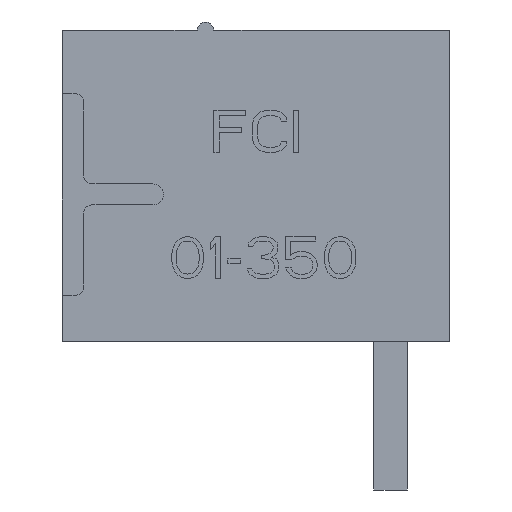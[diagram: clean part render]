
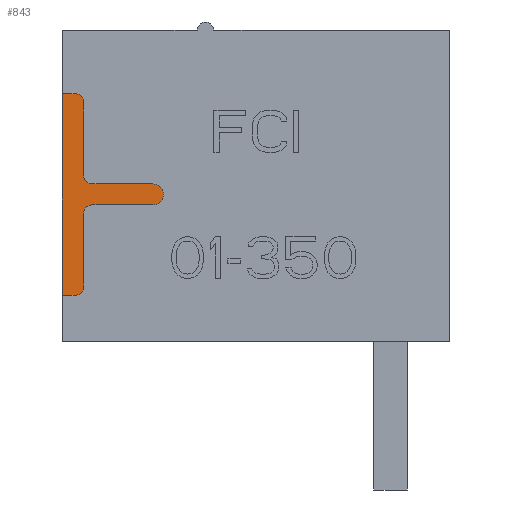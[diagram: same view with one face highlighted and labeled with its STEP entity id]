
A CAD part, left-side view. The second image highlights one B-rep face of the part: STEP entity #843.
In plain terms, the highlighted planar face has unit normal (-1, 0, 0).
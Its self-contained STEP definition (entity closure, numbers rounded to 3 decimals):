
#843=ADVANCED_FACE('3743',(#2561),#2562,.T.);
#2561=FACE_OUTER_BOUND('',#4542,.T.);
#2562=PLANE('',#4543);
#4542=EDGE_LOOP('',(#11033,#11034,#11035,#11036,#11037,#11038,#11039,#11040,#11041,#11042,#11043,#11044));
#4543=AXIS2_PLACEMENT_3D('',#11045,#11046,#11047);
#11033=ORIENTED_EDGE('',*,*,#15150,.T.);
#11034=ORIENTED_EDGE('',*,*,#15148,.T.);
#11035=ORIENTED_EDGE('',*,*,#15146,.T.);
#11036=ORIENTED_EDGE('',*,*,#15144,.T.);
#11037=ORIENTED_EDGE('',*,*,#15142,.T.);
#11038=ORIENTED_EDGE('',*,*,#15140,.T.);
#11039=ORIENTED_EDGE('',*,*,#15138,.T.);
#11040=ORIENTED_EDGE('',*,*,#15160,.T.);
#11041=ORIENTED_EDGE('',*,*,#15158,.T.);
#11042=ORIENTED_EDGE('',*,*,#15156,.T.);
#11043=ORIENTED_EDGE('',*,*,#15154,.T.);
#11044=ORIENTED_EDGE('',*,*,#15152,.T.);
#11045=CARTESIAN_POINT('',(-25.37,0.0,-3.7));
#11046=DIRECTION('',(-1.0,0.0,0.0));
#11047=DIRECTION('',(0.0,0.0,1.0));
#15138=EDGE_CURVE('4784',#19119,#19117,#19120,.T.);
#15140=EDGE_CURVE('4783',#19122,#19119,#19123,.T.);
#15142=EDGE_CURVE('4782',#19125,#19122,#19126,.T.);
#15144=EDGE_CURVE('6083',#19128,#19125,#19129,.T.);
#15146=EDGE_CURVE('6092',#19131,#19128,#19132,.T.);
#15148=EDGE_CURVE('6082',#19134,#19131,#19135,.T.);
#15150=EDGE_CURVE('4781',#19137,#19134,#19138,.T.);
#15152=EDGE_CURVE('6085',#19140,#19137,#19141,.T.);
#15154=EDGE_CURVE('6093',#19143,#19140,#19144,.T.);
#15156=EDGE_CURVE('6084',#19146,#19143,#19147,.T.);
#15158=EDGE_CURVE('4786',#19149,#19146,#19150,.T.);
#15160=EDGE_CURVE('4785',#19117,#19149,#19152,.T.);
#19117=VERTEX_POINT('',#25172);
#19119=VERTEX_POINT('',#25175);
#19120=LINE('',#25176,#25177);
#19122=VERTEX_POINT('',#25180);
#19123=LINE('',#25181,#25182);
#19125=VERTEX_POINT('',#25185);
#19126=CIRCLE('',#25186,0.2);
#19128=VERTEX_POINT('',#25189);
#19129=LINE('',#25190,#25191);
#19131=VERTEX_POINT('',#25194);
#19132=CIRCLE('',#25195,0.2);
#19134=VERTEX_POINT('',#25198);
#19135=LINE('',#25199,#25200);
#19137=VERTEX_POINT('',#25203);
#19138=CIRCLE('',#25204,0.25);
#19140=VERTEX_POINT('',#25207);
#19141=LINE('',#25208,#25209);
#19143=VERTEX_POINT('',#25212);
#19144=CIRCLE('',#25213,0.2);
#19146=VERTEX_POINT('',#25216);
#19147=LINE('',#25217,#25218);
#19149=VERTEX_POINT('',#25221);
#19150=CIRCLE('',#25222,0.2);
#19152=LINE('',#25225,#25226);
#25172=CARTESIAN_POINT('',(-25.37,4.6,-2.6));
#25175=CARTESIAN_POINT('',(-25.37,4.6,2.2));
#25176=CARTESIAN_POINT('',(-25.37,4.6,2.2));
#25177=VECTOR('',#29290,4.8);
#25180=CARTESIAN_POINT('',(-25.37,4.3,2.2));
#25181=CARTESIAN_POINT('',(-25.37,4.3,2.2));
#25182=VECTOR('',#29292,0.3);
#25185=CARTESIAN_POINT('',(-25.37,4.1,2.0));
#25186=AXIS2_PLACEMENT_3D('',#29294,#29295,#29296);
#25189=CARTESIAN_POINT('',(-25.37,4.1,0.25));
#25190=CARTESIAN_POINT('',(-25.37,4.1,0.25));
#25191=VECTOR('',#29298,1.75);
#25194=CARTESIAN_POINT('',(-25.37,3.9,0.05));
#25195=AXIS2_PLACEMENT_3D('',#29300,#29301,#29302);
#25198=CARTESIAN_POINT('',(-25.37,2.45,0.05));
#25199=CARTESIAN_POINT('',(-25.37,2.45,0.05));
#25200=VECTOR('',#29304,1.45);
#25203=CARTESIAN_POINT('',(-25.37,2.45,-0.45));
#25204=AXIS2_PLACEMENT_3D('',#29306,#29307,#29308);
#25207=CARTESIAN_POINT('',(-25.37,3.9,-0.45));
#25208=CARTESIAN_POINT('',(-25.37,3.9,-0.45));
#25209=VECTOR('',#29310,1.45);
#25212=CARTESIAN_POINT('',(-25.37,4.1,-0.65));
#25213=AXIS2_PLACEMENT_3D('',#29312,#29313,#29314);
#25216=CARTESIAN_POINT('',(-25.37,4.1,-2.4));
#25217=CARTESIAN_POINT('',(-25.37,4.1,-2.4));
#25218=VECTOR('',#29316,1.75);
#25221=CARTESIAN_POINT('',(-25.37,4.3,-2.6));
#25222=AXIS2_PLACEMENT_3D('',#29318,#29319,#29320);
#25225=CARTESIAN_POINT('',(-25.37,4.6,-2.6));
#25226=VECTOR('',#29322,0.3);
#29290=DIRECTION('',(0.0,0.0,-1.0));
#29292=DIRECTION('',(0.0,1.0,0.0));
#29294=CARTESIAN_POINT('',(-25.37,4.3,2.0));
#29295=DIRECTION('',(-1.0,0.0,0.0));
#29296=DIRECTION('',(0.0,-1.0,0.0));
#29298=DIRECTION('',(0.0,0.0,1.0));
#29300=CARTESIAN_POINT('',(-25.37,3.9,0.25));
#29301=DIRECTION('',(1.0,0.0,0.0));
#29302=DIRECTION('',(0.0,0.0,-1.0));
#29304=DIRECTION('',(0.0,1.0,0.0));
#29306=CARTESIAN_POINT('',(-25.37,2.45,-0.2));
#29307=DIRECTION('',(-1.0,0.0,0.0));
#29308=DIRECTION('',(0.0,0.0,-1.0));
#29310=DIRECTION('',(0.0,-1.0,0.0));
#29312=CARTESIAN_POINT('',(-25.37,3.9,-0.65));
#29313=DIRECTION('',(1.0,0.0,0.0));
#29314=DIRECTION('',(0.0,1.0,0.0));
#29316=DIRECTION('',(0.0,0.0,1.0));
#29318=CARTESIAN_POINT('',(-25.37,4.3,-2.4));
#29319=DIRECTION('',(-1.0,0.0,0.0));
#29320=DIRECTION('',(0.0,0.0,-1.0));
#29322=DIRECTION('',(0.0,-1.0,0.0));
